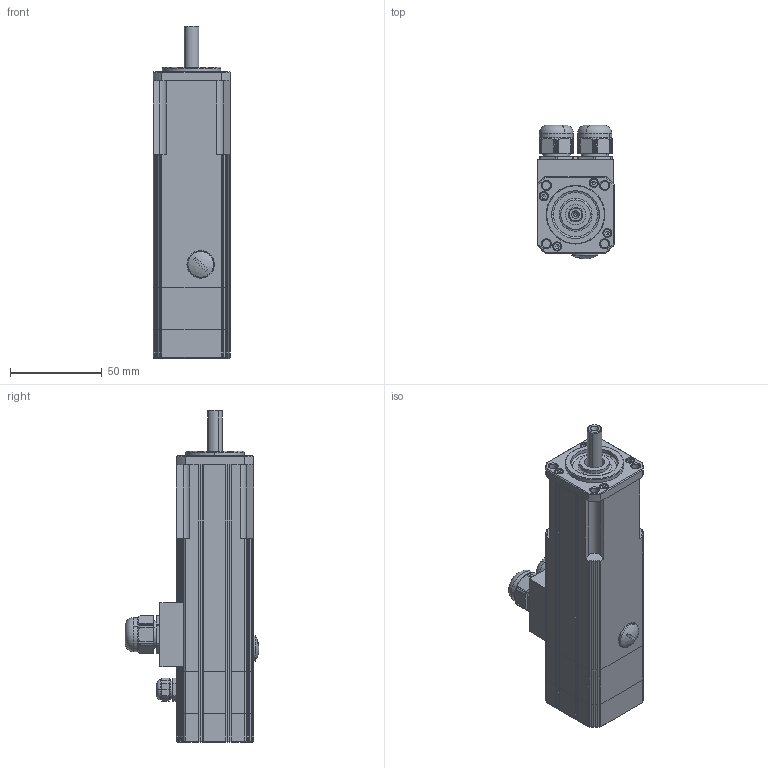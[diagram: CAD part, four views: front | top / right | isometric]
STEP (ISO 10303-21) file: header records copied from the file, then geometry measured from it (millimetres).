
FILE_DESCRIPTION((''),'2;1');
FILE_NAME('FP-34 + ENCODER SCANCON + HALL.stp','2012-12-18T12:20:21',('arodrigo'),(''),'Autodesk Inventor 9','Autodesk Inventor 9','');
FILE_SCHEMA(('AUTOMOTIVE_DESIGN { 1 0 10303 214 1 1 1 1 }'));
Length unit declared in the file: millimetre
Products named in the file (1): Pieza1
Bounding box: 42.5 x 72.98 x 180.9 mm (x, y, z)
Volume: 268457.8 mm3; surface area: 48048.5 mm2
Topology: 2 solids, 15 shells, 939 faces, 2319 edges, 1446 vertices
Faces by surface type: plane 544, cylinder 173, bspline 129, cone 70, torus 22, sphere 1
Entity records: 28953 total; most frequent: CARTESIAN_POINT 7451, ORIENTED_EDGE 4602, DIRECTION 4270, EDGE_CURVE 2301, VERTEX_POINT 1446, AXIS2_PLACEMENT_3D 1428, VECTOR 1414, LINE 1414
